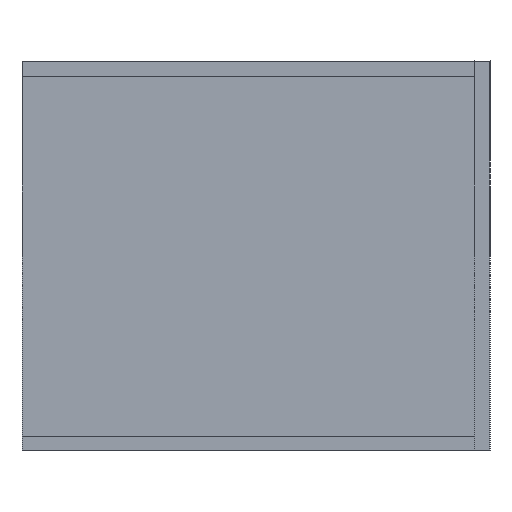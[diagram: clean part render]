
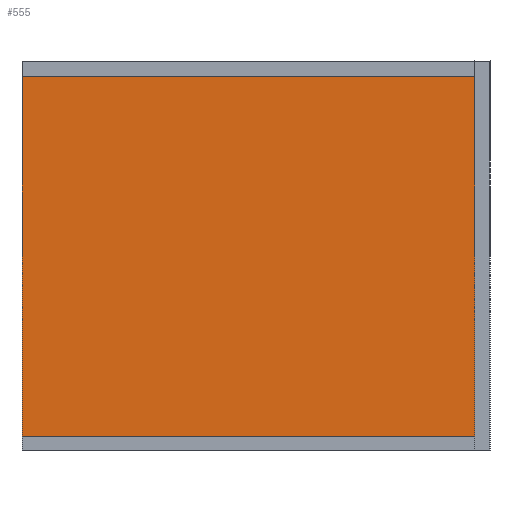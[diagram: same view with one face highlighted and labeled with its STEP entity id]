
A CAD part, left-side view. The second image highlights one B-rep face of the part: STEP entity #555.
In plain terms, the highlighted planar face has unit normal (-1, 0, 0).
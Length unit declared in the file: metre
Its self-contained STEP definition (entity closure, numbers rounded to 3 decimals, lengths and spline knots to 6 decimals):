
#90=ORIENTED_EDGE('',*,*,#190,.F.);
#91=ORIENTED_EDGE('',*,*,#194,.F.);
#92=ORIENTED_EDGE('',*,*,#197,.T.);
#93=ORIENTED_EDGE('',*,*,#200,.F.);
#190=EDGE_CURVE('',#254,#255,#310,.T.);
#194=EDGE_CURVE('',#258,#254,#314,.T.);
#197=EDGE_CURVE('',#258,#260,#317,.T.);
#200=EDGE_CURVE('',#255,#260,#320,.T.);
#254=VERTEX_POINT('',#901);
#255=VERTEX_POINT('',#902);
#258=VERTEX_POINT('',#910);
#260=VERTEX_POINT('',#916);
#310=LINE('',#900,#382);
#314=LINE('',#909,#386);
#317=LINE('',#915,#389);
#320=LINE('',#921,#392);
#382=VECTOR('',#744,1.);
#386=VECTOR('',#750,1.);
#389=VECTOR('',#755,1.);
#392=VECTOR('',#760,1.);
#447=EDGE_LOOP('',(#90,#91,#92,#93));
#483=FACE_BOUND('',#447,.T.);
#519=PLANE('',#666);
#555=ADVANCED_FACE('',(#483),#519,.T.);
#666=AXIS2_PLACEMENT_3D('',#924,#764,#765);
#744=DIRECTION('',(0.,0.,1.));
#750=DIRECTION('',(0.,1.,0.));
#755=DIRECTION('',(0.,0.,1.));
#760=DIRECTION('',(0.,-1.,0.));
#764=DIRECTION('',(-1.,0.,0.));
#765=DIRECTION('',(0.,-1.,0.));
#900=CARTESIAN_POINT('',(-0.35,0.151,-0.12));
#901=CARTESIAN_POINT('',(-0.35,0.151,-0.24));
#902=CARTESIAN_POINT('',(-0.35,0.151,0.));
#909=CARTESIAN_POINT('',(-0.35,0.,-0.24));
#910=CARTESIAN_POINT('',(-0.35,-0.151,-0.24));
#915=CARTESIAN_POINT('',(-0.35,-0.151,-0.12));
#916=CARTESIAN_POINT('',(-0.35,-0.151,0.));
#921=CARTESIAN_POINT('',(-0.35,0.,0.));
#924=CARTESIAN_POINT('',(-0.35,0.,-0.125));
